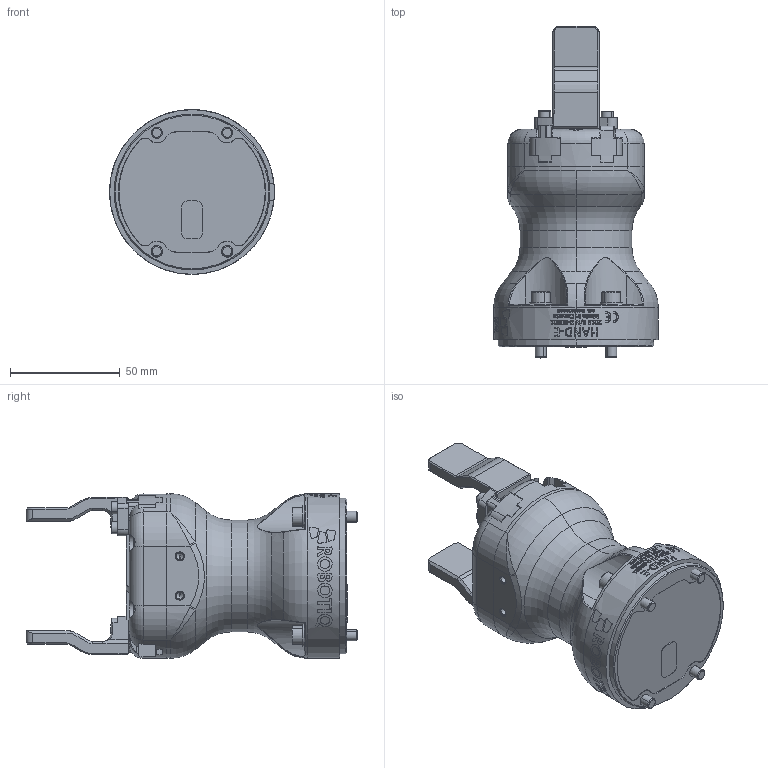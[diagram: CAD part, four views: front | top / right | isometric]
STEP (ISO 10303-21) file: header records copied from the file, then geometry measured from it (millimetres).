
FILE_DESCRIPTION (( 'STEP AP214' ), '1' );
FILE_NAME ('ROBOTIQ_HAND-E_DEFEATURE.STEP', '2018-06-05T14:59:20', ( '' ), ( '' ), 'SwSTEP 2.0', 'SolidWorks 2017', '' );
FILE_SCHEMA (( 'AUTOMOTIVE_DESIGN' ));
Length unit declared in the file: millimetre
Products named in the file (13): toothed lock washer metric robotiq-13^ROBOTIQ_HAND-E_DEFEATURE; Group1^ROBOTIQ_HAND-E_DEFEATURE; D-A03-ASM_DOIGTS_PARALLELES-1^ROBOTIQ_HAND-E_DEFEATURE; ROBOTIQ_HAND-E_DEFEATURE; toothed lock washer metric robotiq-10^ROBOTIQ_HAND-E_DEFEATURE; toothed lock washer metric robotiq-11^ROBOTIQ_HAND-E_DEFEATURE; toothed lock washer metric robotiq-12^ROBOTIQ_HAND-E_DEFEATURE; socket head cap screw iso robotiq-7^ROBOTIQ_HAND-E_DEFEATURE; socket head cap screw iso robotiq-25^ROBOTIQ_HAND-E_DEFEATURE; socket head cap screw iso robotiq-24^ROBOTIQ_HAND-E_DEFEATURE; socket head cap screw iso robotiq-6^ROBOTIQ_HAND-E_DEFEATURE; Group3^ROBOTIQ_HAND-E_DEFEATURE; Group2^ROBOTIQ_HAND-E_DEFEATURE
Assembly tree (12 placements, depth 2):
  ROBOTIQ_HAND-E_DEFEATURE
    Group1^ROBOTIQ_HAND-E_DEFEATURE
    Group2^ROBOTIQ_HAND-E_DEFEATURE
    Group3^ROBOTIQ_HAND-E_DEFEATURE
    socket head cap screw iso robotiq-25^ROBOTIQ_HAND-E_DEFEATURE
    toothed lock washer metric robotiq-13^ROBOTIQ_HAND-E_DEFEATURE
    toothed lock washer metric robotiq-11^ROBOTIQ_HAND-E_DEFEATURE
    socket head cap screw iso robotiq-24^ROBOTIQ_HAND-E_DEFEATURE
    socket head cap screw iso robotiq-6^ROBOTIQ_HAND-E_DEFEATURE
    D-A03-ASM_DOIGTS_PARALLELES-1^ROBOTIQ_HAND-E_DEFEATURE
    socket head cap screw iso robotiq-7^ROBOTIQ_HAND-E_DEFEATURE
    toothed lock washer metric robotiq-10^ROBOTIQ_HAND-E_DEFEATURE
    toothed lock washer metric robotiq-12^ROBOTIQ_HAND-E_DEFEATURE
Bounding box: 75 x 151.1 x 75 mm (x, y, z)
Volume: 335857.3 mm3; surface area: 65617.9 mm2
Topology: 22 solids, 22 shells, 2194 faces, 5783 edges, 3724 vertices
Faces by surface type: plane 904, bspline 703, cylinder 384, cone 125, torus 78
Entity records: 141694 total; most frequent: CARTESIAN_POINT 88154, ORIENTED_EDGE 11486, DIRECTION 7508, EDGE_CURVE 5743, VERTEX_POINT 3724, AXIS2_PLACEMENT_3D 2615, EDGE_LOOP 2341, VECTOR 2278
